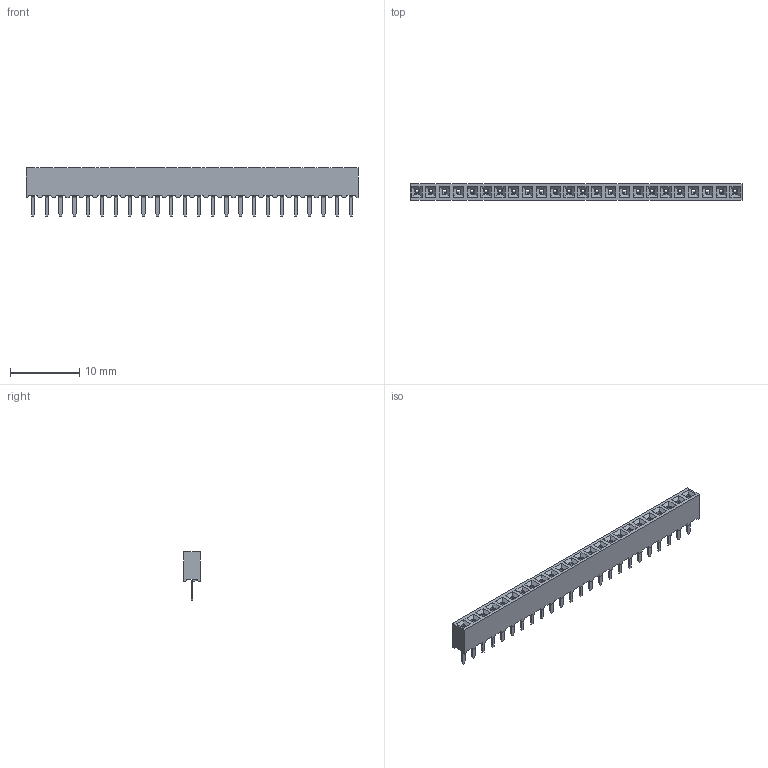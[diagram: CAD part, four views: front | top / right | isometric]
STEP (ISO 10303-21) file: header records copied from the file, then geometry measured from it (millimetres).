
FILE_DESCRIPTION(('STEP AP214'), '1');
FILE_NAME('PBS2', '', ('UNSPECIFIED'), ('UNSPECIFIED'), 'ASCON STEP Converter 1.6', 'ASCON Math Kernel', '');
FILE_SCHEMA(('AUTOMOTIVE_DESIGN { 1 0 10303 214 3 1 1}'));
Length unit declared in the file: millimetre
Bounding box: 48 x 2.4 x 7 mm (x, y, z)
Volume: 320.8 mm3; surface area: 1833.5 mm2
Topology: 25 solids, 25 shells, 2002 faces, 5088 edges, 3136 vertices
Faces by surface type: plane 1642, cylinder 360
Entity records: 75408 total; most frequent: CARTESIAN_POINT 10419, ORIENTED_EDGE 10176, DIRECTION 9814, EDGE_CURVE 5088, LINE 4368, VECTOR 4368, VERTEX_POINT 3328, AXIS2_PLACEMENT_3D 2723
